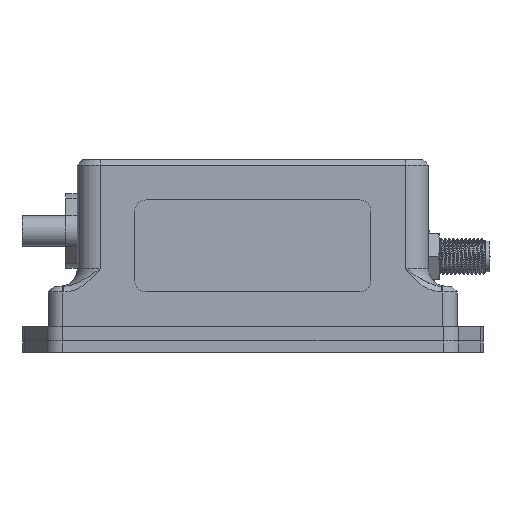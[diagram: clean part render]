
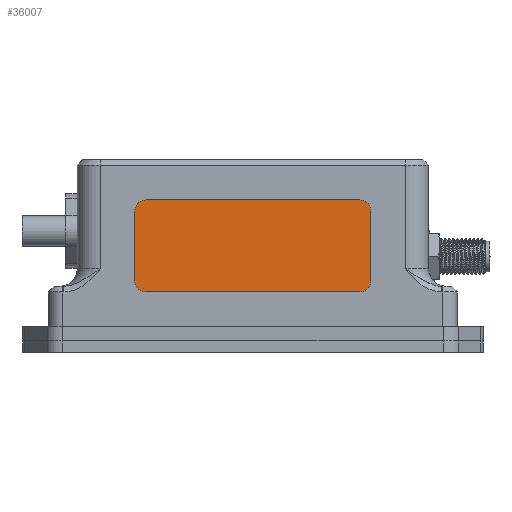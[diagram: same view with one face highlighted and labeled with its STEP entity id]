
A CAD part, left-side view. The second image highlights one B-rep face of the part: STEP entity #36007.
In plain terms, the highlighted face is planar.
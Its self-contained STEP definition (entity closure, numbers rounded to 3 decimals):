
#2178=CIRCLE('',#38922,2.);
#2179=CIRCLE('',#38925,2.);
#2180=CIRCLE('',#38928,2.);
#2181=CIRCLE('',#38931,2.);
#3440=PLANE('',#38933);
#4939=FACE_OUTER_BOUND('',#7056,.T.);
#7056=EDGE_LOOP('',(#29496,#29497,#29498,#29499,#29500,#29501,#29502,#29503));
#9711=LINE('',#64500,#12507);
#9714=LINE('',#64508,#12510);
#9717=LINE('',#64516,#12513);
#9720=LINE('',#64523,#12516);
#12507=VECTOR('',#45823,1000.);
#12510=VECTOR('',#45832,1000.);
#12513=VECTOR('',#45841,1000.);
#12516=VECTOR('',#45850,1000.);
#16602=VERTEX_POINT('',#64493);
#16603=VERTEX_POINT('',#64495);
#16604=VERTEX_POINT('',#64499);
#16605=VERTEX_POINT('',#64503);
#16606=VERTEX_POINT('',#64507);
#16607=VERTEX_POINT('',#64511);
#16608=VERTEX_POINT('',#64515);
#16609=VERTEX_POINT('',#64519);
#21165=EDGE_CURVE('',#16603,#16602,#2178,.T.);
#21167=EDGE_CURVE('',#16604,#16603,#9711,.T.);
#21169=EDGE_CURVE('',#16605,#16604,#2179,.T.);
#21171=EDGE_CURVE('',#16606,#16605,#9714,.T.);
#21173=EDGE_CURVE('',#16607,#16606,#2180,.T.);
#21175=EDGE_CURVE('',#16608,#16607,#9717,.T.);
#21177=EDGE_CURVE('',#16609,#16608,#2181,.T.);
#21179=EDGE_CURVE('',#16602,#16609,#9720,.T.);
#29496=ORIENTED_EDGE('',*,*,#21165,.T.);
#29497=ORIENTED_EDGE('',*,*,#21179,.T.);
#29498=ORIENTED_EDGE('',*,*,#21177,.T.);
#29499=ORIENTED_EDGE('',*,*,#21175,.T.);
#29500=ORIENTED_EDGE('',*,*,#21173,.T.);
#29501=ORIENTED_EDGE('',*,*,#21171,.T.);
#29502=ORIENTED_EDGE('',*,*,#21169,.T.);
#29503=ORIENTED_EDGE('',*,*,#21167,.T.);
#36007=ADVANCED_FACE('',(#4939),#3440,.F.);
#38922=AXIS2_PLACEMENT_3D('',#64496,#45818,#45819);
#38925=AXIS2_PLACEMENT_3D('',#64504,#45827,#45828);
#38928=AXIS2_PLACEMENT_3D('',#64512,#45836,#45837);
#38931=AXIS2_PLACEMENT_3D('',#64520,#45845,#45846);
#38933=AXIS2_PLACEMENT_3D('',#64524,#45851,#45852);
#45818=DIRECTION('center_axis',(1.,0.,0.));
#45819=DIRECTION('ref_axis',(0.,0.,1.));
#45823=DIRECTION('',(0.,0.,-1.));
#45827=DIRECTION('center_axis',(1.,0.,0.));
#45828=DIRECTION('ref_axis',(0.,0.,1.));
#45832=DIRECTION('',(0.,-1.,0.));
#45836=DIRECTION('center_axis',(1.,0.,0.));
#45837=DIRECTION('ref_axis',(0.,0.,1.));
#45841=DIRECTION('',(0.,0.,1.));
#45845=DIRECTION('center_axis',(1.,0.,0.));
#45846=DIRECTION('ref_axis',(0.,0.,1.));
#45850=DIRECTION('',(0.,1.,0.));
#45851=DIRECTION('center_axis',(-1.,0.,0.));
#45852=DIRECTION('ref_axis',(0.,0.,1.));
#64493=CARTESIAN_POINT('',(37.1,9.,-20.5));
#64495=CARTESIAN_POINT('',(37.1,7.,-18.5));
#64496=CARTESIAN_POINT('Origin',(37.1,9.,-18.5));
#64499=CARTESIAN_POINT('',(37.1,7.,18.5));
#64500=CARTESIAN_POINT('',(37.1,7.,18.5));
#64503=CARTESIAN_POINT('',(37.1,9.,20.5));
#64504=CARTESIAN_POINT('Origin',(37.1,9.,18.5));
#64507=CARTESIAN_POINT('',(37.1,21.,20.5));
#64508=CARTESIAN_POINT('',(37.1,21.,20.5));
#64511=CARTESIAN_POINT('',(37.1,23.,18.5));
#64512=CARTESIAN_POINT('Origin',(37.1,21.,18.5));
#64515=CARTESIAN_POINT('',(37.1,23.,-18.5));
#64516=CARTESIAN_POINT('',(37.1,23.,18.5));
#64519=CARTESIAN_POINT('',(37.1,21.,-20.5));
#64520=CARTESIAN_POINT('Origin',(37.1,21.,-18.5));
#64523=CARTESIAN_POINT('',(37.1,21.,-20.5));
#64524=CARTESIAN_POINT('Origin',(37.1,9.,-18.5));
